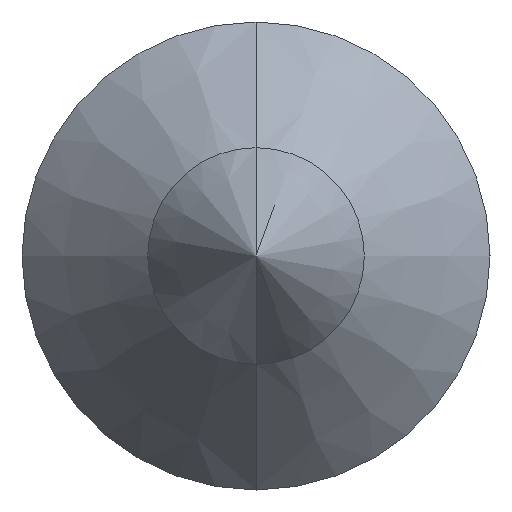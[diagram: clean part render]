
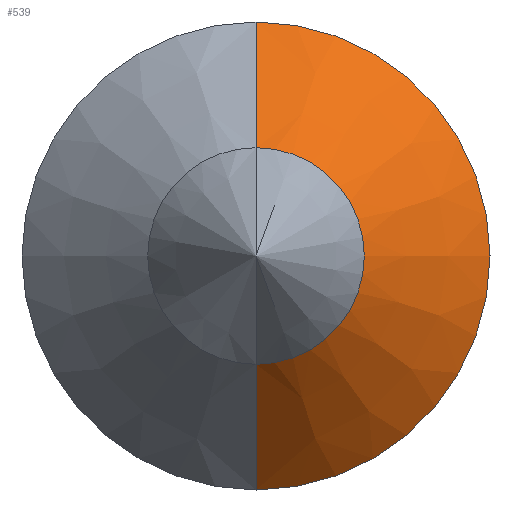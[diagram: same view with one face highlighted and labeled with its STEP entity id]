
A CAD part, front view. The second image highlights one B-rep face of the part: STEP entity #539.
In plain terms, the highlighted conical face has half-angle 42.184 degrees and reference radius 2.5 mm.
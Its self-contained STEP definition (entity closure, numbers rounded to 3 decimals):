
#18 = CARTESIAN_POINT ( 'NONE',  ( 0., 3.1, 0. ) ) ;
#19 = DIRECTION ( 'NONE',  ( 0., 1., 0. ) ) ;
#20 = DIRECTION ( 'NONE',  ( 0., 0., 1. ) ) ;
#29 = VERTEX_POINT ( 'NONE', #135 ) ;
#70 = LINE ( 'NONE', #483, #73 ) ;
#73 = VECTOR ( 'NONE', #484, 1000. ) ;
#90 = CIRCLE ( 'NONE', #196, 2.5 ) ;
#135 = CARTESIAN_POINT ( 'NONE',  ( 0., 6.3, 5.4 ) ) ;
#137 = CARTESIAN_POINT ( 'NONE',  ( 0., 3.1, 2.5 ) ) ;
#172 = CARTESIAN_POINT ( 'NONE',  ( 0., 3.1, 2.5 ) ) ;
#174 = DIRECTION ( 'NONE',  ( 0., 0.741, 0.672 ) ) ;
#177 = CARTESIAN_POINT ( 'NONE',  ( 0., 6.3, 0. ) ) ;
#178 = DIRECTION ( 'NONE',  ( 0., 1., 0. ) ) ;
#179 = DIRECTION ( 'NONE',  ( 0., 0., 1. ) ) ;
#196 = AXIS2_PLACEMENT_3D ( 'NONE', #18, #19, #20 ) ;
#209 = ORIENTED_EDGE ( 'NONE', *, *, #441, .F. ) ;
#210 = ORIENTED_EDGE ( 'NONE', *, *, #442, .F. ) ;
#211 = ORIENTED_EDGE ( 'NONE', *, *, #582, .T. ) ;
#212 = ORIENTED_EDGE ( 'NONE', *, *, #596, .T. ) ;
#219 = EDGE_LOOP ( 'NONE', ( #212, #211, #210, #209 ) ) ;
#222 = VERTEX_POINT ( 'NONE', #137 ) ;
#227 = VECTOR ( 'NONE', #174, 1000. ) ;
#228 = LINE ( 'NONE', #172, #227 ) ;
#229 = CIRCLE ( 'NONE', #554, 5.4 ) ;
#266 = DIRECTION ( 'NONE',  ( 0., 0., 1. ) ) ;
#268 = CARTESIAN_POINT ( 'NONE',  ( 0., 3.1, 0. ) ) ;
#269 = DIRECTION ( 'NONE',  ( 0., 1., 0. ) ) ;
#316 = VERTEX_POINT ( 'NONE', #630 ) ;
#317 = VERTEX_POINT ( 'NONE', #426 ) ;
#330 = FACE_OUTER_BOUND ( 'NONE', #219, .T. ) ;
#335 = CONICAL_SURFACE ( 'NONE', #448, 2.5, 0.736 ) ;
#426 = CARTESIAN_POINT ( 'NONE',  ( 0., 6.3, -5.4 ) ) ;
#441 = EDGE_CURVE ( 'NONE', #222, #29, #228, .T. ) ;
#442 = EDGE_CURVE ( 'NONE', #29, #317, #229, .T. ) ;
#448 = AXIS2_PLACEMENT_3D ( 'NONE', #268, #269, #266 ) ;
#483 = CARTESIAN_POINT ( 'NONE',  ( 0., 3.1, -2.5 ) ) ;
#484 = DIRECTION ( 'NONE',  ( 0., 0.741, -0.672 ) ) ;
#539 = ADVANCED_FACE ( 'NONE', ( #330 ), #335, .T. ) ;
#554 = AXIS2_PLACEMENT_3D ( 'NONE', #177, #178, #179 ) ;
#582 = EDGE_CURVE ( 'NONE', #316, #317, #70, .T. ) ;
#596 = EDGE_CURVE ( 'NONE', #222, #316, #90, .T. ) ;
#630 = CARTESIAN_POINT ( 'NONE',  ( 0., 3.1, -2.5 ) ) ;
